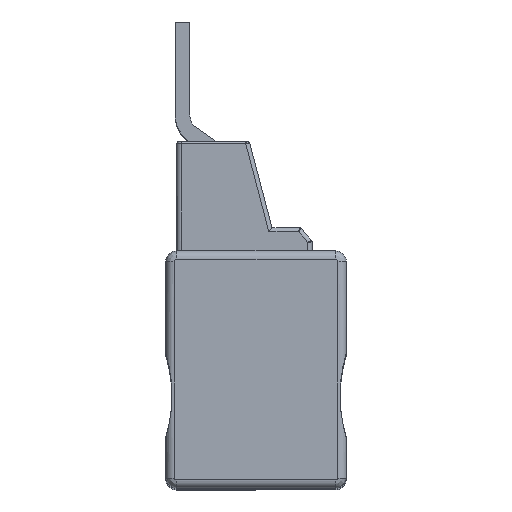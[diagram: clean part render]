
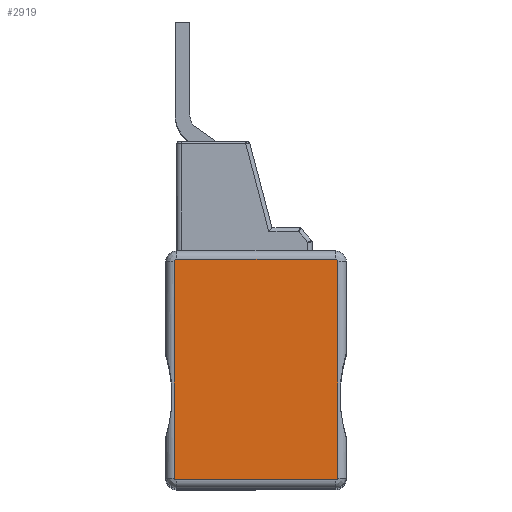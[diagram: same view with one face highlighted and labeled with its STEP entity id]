
A CAD part, top view. The second image highlights one B-rep face of the part: STEP entity #2919.
In plain terms, the highlighted planar face has unit normal (0, 0, 1).
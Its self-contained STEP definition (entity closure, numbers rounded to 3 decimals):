
#487=B_SPLINE_CURVE_WITH_KNOTS('',3,(#49700,#49701,#49702,#49703,#49704,
#49705),.UNSPECIFIED.,.F.,.F.,(4,2,4),(0.,0.5,1.),.UNSPECIFIED.);
#488=B_SPLINE_CURVE_WITH_KNOTS('',3,(#49708,#49709,#49710,#49711),
 .UNSPECIFIED.,.F.,.F.,(4,4),(0.,1.),.UNSPECIFIED.);
#489=B_SPLINE_CURVE_WITH_KNOTS('',3,(#49713,#49714,#49715,#49716,#49717,
#49718,#49719,#49720),.UNSPECIFIED.,.F.,.F.,(4,1,1,1,1,4),(0.,0.2,0.4,0.6,
0.8,1.),.UNSPECIFIED.);
#490=B_SPLINE_CURVE_WITH_KNOTS('',3,(#49721,#49722,#49723,#49724,#49725,
#49726,#49727,#49728),.UNSPECIFIED.,.F.,.F.,(4,1,1,1,1,4),(0.,0.2,0.4,0.6,
0.8,1.),.UNSPECIFIED.);
#491=B_SPLINE_CURVE_WITH_KNOTS('',3,(#49730,#49731,#49732,#49733),
 .UNSPECIFIED.,.F.,.F.,(4,4),(0.,1.),.UNSPECIFIED.);
#492=B_SPLINE_CURVE_WITH_KNOTS('',3,(#49735,#49736,#49737,#49738),
 .UNSPECIFIED.,.F.,.F.,(4,4),(0.,1.),.UNSPECIFIED.);
#1453=PLANE('',#32070);
#2919=ADVANCED_FACE('',(#4869),#1453,.F.);
#4869=FACE_OUTER_BOUND('',#6469,.T.);
#6469=EDGE_LOOP('',(#20927,#20928,#20929,#20930,#20931,#20932,#20933,#20934));
#9720=LINE('',#49698,#13235);
#9721=LINE('',#49740,#13236);
#13235=VECTOR('',#38905,1.);
#13236=VECTOR('',#38908,1.);
#20927=ORIENTED_EDGE('',*,*,#28983,.F.);
#20928=ORIENTED_EDGE('',*,*,#28984,.T.);
#20929=ORIENTED_EDGE('',*,*,#28985,.T.);
#20930=ORIENTED_EDGE('',*,*,#28982,.T.);
#20931=ORIENTED_EDGE('',*,*,#28986,.T.);
#20932=ORIENTED_EDGE('',*,*,#28987,.F.);
#20933=ORIENTED_EDGE('',*,*,#28988,.T.);
#20934=ORIENTED_EDGE('',*,*,#28989,.T.);
#24901=VERTEX_POINT('',#49695);
#24902=VERTEX_POINT('',#49697);
#24903=VERTEX_POINT('',#49706);
#24904=VERTEX_POINT('',#49707);
#24905=VERTEX_POINT('',#49712);
#24906=VERTEX_POINT('',#49729);
#24907=VERTEX_POINT('',#49734);
#24908=VERTEX_POINT('',#49739);
#28982=EDGE_CURVE('',#24901,#24902,#9720,.T.);
#28983=EDGE_CURVE('',#24903,#24904,#487,.T.);
#28984=EDGE_CURVE('',#24903,#24905,#488,.T.);
#28985=EDGE_CURVE('',#24905,#24901,#489,.T.);
#28986=EDGE_CURVE('',#24902,#24906,#490,.T.);
#28987=EDGE_CURVE('',#24907,#24906,#491,.T.);
#28988=EDGE_CURVE('',#24907,#24908,#492,.T.);
#28989=EDGE_CURVE('',#24908,#24904,#9721,.T.);
#32070=AXIS2_PLACEMENT_3D('',#49741,#38909,#38910);
#38905=DIRECTION('',(-1.,0.,0.));
#38908=DIRECTION('',(1.,0.,0.));
#38909=DIRECTION('',(0.,0.,-1.));
#38910=DIRECTION('',(1.,0.,0.));
#49695=CARTESIAN_POINT('',(-3.03,14.285,508.665));
#49697=CARTESIAN_POINT('',(-22.33,14.285,508.665));
#49698=CARTESIAN_POINT('',(-3.03,14.285,508.665));
#49700=CARTESIAN_POINT('',(-2.736,-12.315,508.665));
#49701=CARTESIAN_POINT('',(-2.763,-12.37,508.665));
#49702=CARTESIAN_POINT('',(-2.774,-12.409,508.665));
#49703=CARTESIAN_POINT('',(-2.952,-12.525,508.665));
#49704=CARTESIAN_POINT('',(-3.013,-12.515,508.665));
#49705=CARTESIAN_POINT('',(-3.026,-12.515,508.665));
#49706=CARTESIAN_POINT('',(-2.736,-12.315,508.665));
#49707=CARTESIAN_POINT('',(-3.026,-12.515,508.665));
#49708=CARTESIAN_POINT('',(-2.736,-12.315,508.665));
#49709=CARTESIAN_POINT('',(-2.734,-3.548,508.665));
#49710=CARTESIAN_POINT('',(-2.732,5.219,508.665));
#49711=CARTESIAN_POINT('',(-2.73,13.985,508.665));
#49712=CARTESIAN_POINT('',(-2.73,13.985,508.665));
#49713=CARTESIAN_POINT('',(-2.73,13.985,508.665));
#49714=CARTESIAN_POINT('',(-2.73,14.018,508.665));
#49715=CARTESIAN_POINT('',(-2.74,14.08,508.665));
#49716=CARTESIAN_POINT('',(-2.785,14.166,508.665));
#49717=CARTESIAN_POINT('',(-2.853,14.233,508.665));
#49718=CARTESIAN_POINT('',(-2.938,14.275,508.665));
#49719=CARTESIAN_POINT('',(-2.998,14.285,508.665));
#49720=CARTESIAN_POINT('',(-3.03,14.285,508.665));
#49721=CARTESIAN_POINT('',(-22.33,14.285,508.665));
#49722=CARTESIAN_POINT('',(-22.362,14.285,508.665));
#49723=CARTESIAN_POINT('',(-22.422,14.275,508.665));
#49724=CARTESIAN_POINT('',(-22.507,14.233,508.665));
#49725=CARTESIAN_POINT('',(-22.575,14.166,508.665));
#49726=CARTESIAN_POINT('',(-22.62,14.08,508.665));
#49727=CARTESIAN_POINT('',(-22.63,14.018,508.665));
#49728=CARTESIAN_POINT('',(-22.63,13.985,508.665));
#49729=CARTESIAN_POINT('',(-22.63,13.985,508.665));
#49730=CARTESIAN_POINT('',(-22.625,-12.315,508.665));
#49731=CARTESIAN_POINT('',(-22.626,-3.548,508.665));
#49732=CARTESIAN_POINT('',(-22.628,5.219,508.665));
#49733=CARTESIAN_POINT('',(-22.63,13.985,508.665));
#49734=CARTESIAN_POINT('',(-22.625,-12.315,508.665));
#49735=CARTESIAN_POINT('',(-22.625,-12.315,508.665));
#49736=CARTESIAN_POINT('',(-22.562,-12.443,508.665));
#49737=CARTESIAN_POINT('',(-22.46,-12.515,508.665));
#49738=CARTESIAN_POINT('',(-22.334,-12.515,508.665));
#49739=CARTESIAN_POINT('',(-22.334,-12.515,508.665));
#49740=CARTESIAN_POINT('',(-22.334,-12.515,508.665));
#49741=CARTESIAN_POINT('',(-22.33,-16.115,508.665));
